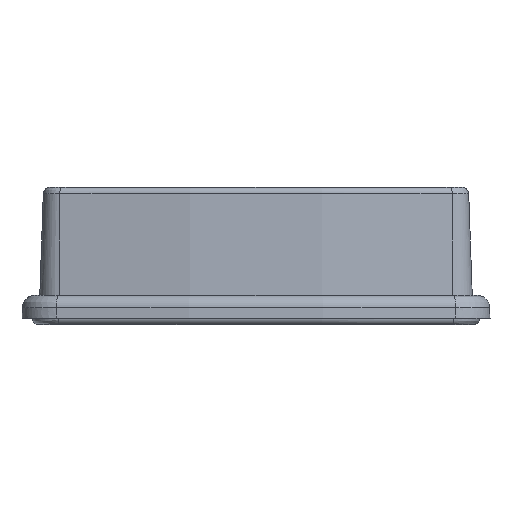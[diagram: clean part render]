
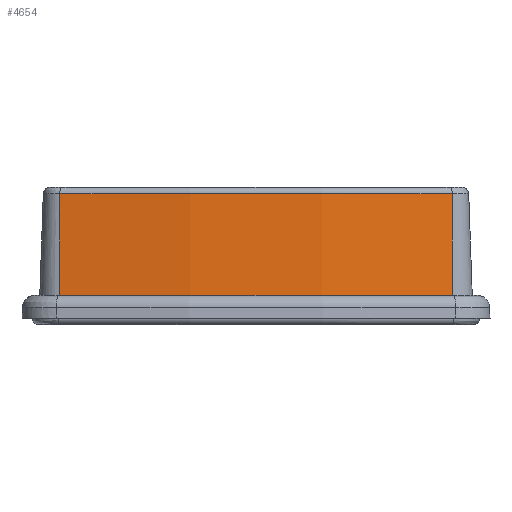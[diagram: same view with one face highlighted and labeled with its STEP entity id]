
A CAD part, front view. The second image highlights one B-rep face of the part: STEP entity #4654.
In plain terms, the highlighted conical face has half-angle 2 degrees and reference radius 180.116 mm.
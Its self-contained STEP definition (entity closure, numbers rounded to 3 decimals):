
#2933=AXIS2_PLACEMENT_3D('Circle Axis2P3D',#2931,#2932,$) ;
#4627=AXIS2_PLACEMENT_3D('Cone Axis2P3D',#4624,#4625,#4626) ;
#4638=AXIS2_PLACEMENT_3D('Circle Axis2P3D',#4636,#4637,$) ;
#2928=CARTESIAN_POINT('Vertex',(5.673,5.564,33.635)) ;
#2931=CARTESIAN_POINT('Axis2P3D Location',(35.04,183.,33.635)) ;
#2935=CARTESIAN_POINT('Vertex',(64.408,5.564,33.635)) ;
#4624=CARTESIAN_POINT('Axis2P3D Location',(35.04,183.,26.017)) ;
#4629=CARTESIAN_POINT('Line Origine',(-2829.02,-17121.391,-497090.479)) ;
#4633=CARTESIAN_POINT('Vertex',(5.586,5.039,18.4)) ;
#4636=CARTESIAN_POINT('Axis2P3D Location',(35.04,183.,18.4)) ;
#4640=CARTESIAN_POINT('Vertex',(64.495,5.039,18.4)) ;
#4643=CARTESIAN_POINT('Line Origine',(2899.101,-17121.391,-497090.479)) ;
#2932=DIRECTION('Axis2P3D Direction',(-0.,0.,-1.)) ;
#4625=DIRECTION('Axis2P3D Direction',(0.,0.,-1.)) ;
#4626=DIRECTION('Axis2P3D XDirection',(0.163,-0.987,0.)) ;
#4630=DIRECTION('Vector Direction',(-0.006,-0.034,-0.999)) ;
#4637=DIRECTION('Axis2P3D Direction',(0.,0.,-1.)) ;
#4644=DIRECTION('Vector Direction',(0.006,-0.034,-0.999)) ;
#4631=VECTOR('Line Direction',#4630,1.) ;
#4645=VECTOR('Line Direction',#4644,1.) ;
#4649=ORIENTED_EDGE('',*,*,#4635,.F.) ;
#4650=ORIENTED_EDGE('',*,*,#4642,.F.) ;
#4651=ORIENTED_EDGE('',*,*,#4647,.T.) ;
#4652=ORIENTED_EDGE('',*,*,#2937,.F.) ;
#4654=ADVANCED_FACE('2583800000_CABTITE_FR_24/10.1\\Hauptk\X2\00F6\X0\rper',(#4653),#4628,.T.) ;
#2934=CIRCLE('generated circle',#2933,179.85) ;
#4639=CIRCLE('generated circle',#4638,180.382) ;
#4628=CONICAL_SURFACE('Cone',#4627,180.116,0.035) ;
#2937=EDGE_CURVE('',#2929,#2936,#2934,.F.) ;
#4635=EDGE_CURVE('',#4634,#2929,#4632,.F.) ;
#4642=EDGE_CURVE('',#4641,#4634,#4639,.T.) ;
#4647=EDGE_CURVE('',#4641,#2936,#4646,.F.) ;
#4648=EDGE_LOOP('',(#4649,#4650,#4651,#4652)) ;
#4653=FACE_OUTER_BOUND('',#4648,.T.) ;
#4632=LINE('Line',#4629,#4631) ;
#4646=LINE('Line',#4643,#4645) ;
#2929=VERTEX_POINT('',#2928) ;
#2936=VERTEX_POINT('',#2935) ;
#4634=VERTEX_POINT('',#4633) ;
#4641=VERTEX_POINT('',#4640) ;
